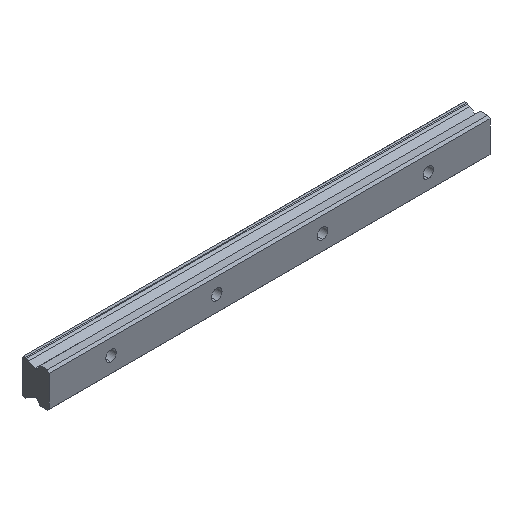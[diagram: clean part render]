
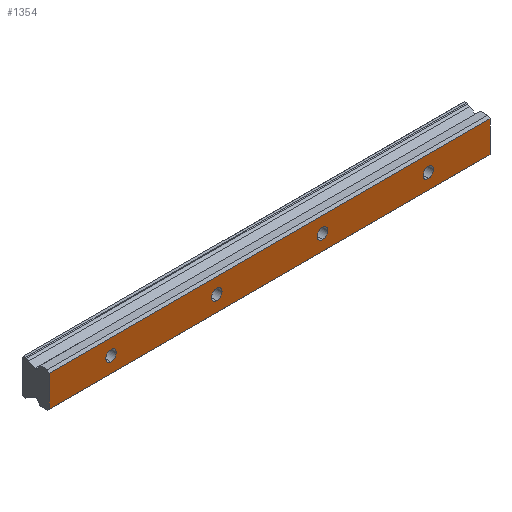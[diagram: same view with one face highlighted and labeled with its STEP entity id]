
A CAD part, isometric view. The second image highlights one B-rep face of the part: STEP entity #1354.
In plain terms, the highlighted planar face has unit normal (0, -1, 0).
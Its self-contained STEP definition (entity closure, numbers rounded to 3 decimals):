
#1 = VERTEX_POINT ( 'NONE', #1382 ) ;
#22 = CARTESIAN_POINT ( 'NONE',  ( 180., 0., 0. ) ) ;
#31 = DIRECTION ( 'NONE',  ( 0., 1., 0. ) ) ;
#37 = AXIS2_PLACEMENT_3D ( 'NONE', #1365, #31, #767 ) ;
#49 = FACE_OUTER_BOUND ( 'NONE', #985, .T. ) ;
#75 = CARTESIAN_POINT ( 'NONE',  ( 215., 0., -8.82 ) ) ;
#86 = CARTESIAN_POINT ( 'NONE',  ( 0., 0., 3. ) ) ;
#90 = DIRECTION ( 'NONE',  ( 0., -1., 0. ) ) ;
#115 = DIRECTION ( 'NONE',  ( 0., 0., 1. ) ) ;
#155 = LINE ( 'NONE', #1369, #1196 ) ;
#158 = CIRCLE ( 'NONE', #388, 3. ) ;
#173 = CIRCLE ( 'NONE', #1534, 3. ) ;
#177 = DIRECTION ( 'NONE',  ( 0., 0., 1. ) ) ;
#188 = CIRCLE ( 'NONE', #1073, 3. ) ;
#208 = EDGE_CURVE ( 'NONE', #1537, #1124, #1360, .T. ) ;
#216 = ORIENTED_EDGE ( 'NONE', *, *, #376, .F. ) ;
#235 = VECTOR ( 'NONE', #668, 1000. ) ;
#238 = VERTEX_POINT ( 'NONE', #1190 ) ;
#263 = ORIENTED_EDGE ( 'NONE', *, *, #602, .F. ) ;
#275 = FACE_BOUND ( 'NONE', #630, .T. ) ;
#280 = CARTESIAN_POINT ( 'NONE',  ( -35., 0., 8.82 ) ) ;
#282 = CIRCLE ( 'NONE', #1401, 3. ) ;
#287 = CIRCLE ( 'NONE', #1298, 3. ) ;
#321 = CARTESIAN_POINT ( 'NONE',  ( -35., 0., 8.82 ) ) ;
#333 = CARTESIAN_POINT ( 'NONE',  ( 0., 0., 0. ) ) ;
#339 = CARTESIAN_POINT ( 'NONE',  ( 215., 0., -8.82 ) ) ;
#344 = LINE ( 'NONE', #920, #553 ) ;
#353 = CARTESIAN_POINT ( 'NONE',  ( 60., 0., 3. ) ) ;
#376 = EDGE_CURVE ( 'NONE', #682, #777, #344, .T. ) ;
#388 = AXIS2_PLACEMENT_3D ( 'NONE', #22, #708, #1193 ) ;
#406 = EDGE_CURVE ( 'NONE', #875, #666, #1538, .T. ) ;
#421 = FACE_BOUND ( 'NONE', #859, .T. ) ;
#425 = VERTEX_POINT ( 'NONE', #582 ) ;
#445 = CARTESIAN_POINT ( 'NONE',  ( 180., 0., 3. ) ) ;
#449 = VERTEX_POINT ( 'NONE', #353 ) ;
#457 = EDGE_LOOP ( 'NONE', ( #1476, #593 ) ) ;
#494 = DIRECTION ( 'NONE',  ( 0., 0., 1. ) ) ;
#531 = DIRECTION ( 'NONE',  ( 0., -1., 0. ) ) ;
#541 = DIRECTION ( 'NONE',  ( 0., 0., 1. ) ) ;
#553 = VECTOR ( 'NONE', #1521, 1000. ) ;
#558 = EDGE_CURVE ( 'NONE', #425, #883, #173, .T. ) ;
#577 = CARTESIAN_POINT ( 'NONE',  ( 180., 0., 0. ) ) ;
#578 = CARTESIAN_POINT ( 'NONE',  ( 180., 0., -3. ) ) ;
#582 = CARTESIAN_POINT ( 'NONE',  ( 120., 0., 3. ) ) ;
#593 = ORIENTED_EDGE ( 'NONE', *, *, #795, .F. ) ;
#602 = EDGE_CURVE ( 'NONE', #449, #238, #282, .T. ) ;
#621 = FACE_BOUND ( 'NONE', #1140, .T. ) ;
#629 = FACE_BOUND ( 'NONE', #457, .T. ) ;
#630 = EDGE_LOOP ( 'NONE', ( #1037, #773 ) ) ;
#643 = EDGE_CURVE ( 'NONE', #666, #682, #155, .T. ) ;
#652 = DIRECTION ( 'NONE',  ( 1., 0., 0. ) ) ;
#666 = VERTEX_POINT ( 'NONE', #280 ) ;
#668 = DIRECTION ( 'NONE',  ( -1., 0., 0. ) ) ;
#682 = VERTEX_POINT ( 'NONE', #1243 ) ;
#708 = DIRECTION ( 'NONE',  ( 0., -1., 0. ) ) ;
#748 = ORIENTED_EDGE ( 'NONE', *, *, #972, .F. ) ;
#751 = EDGE_CURVE ( 'NONE', #1, #1552, #1470, .T. ) ;
#757 = CARTESIAN_POINT ( 'NONE',  ( 60., 0., 0. ) ) ;
#767 = DIRECTION ( 'NONE',  ( 0., 0., 1. ) ) ;
#773 = ORIENTED_EDGE ( 'NONE', *, *, #1142, .F. ) ;
#777 = VERTEX_POINT ( 'NONE', #75 ) ;
#787 = DIRECTION ( 'NONE',  ( 0., -1., 0. ) ) ;
#791 = ORIENTED_EDGE ( 'NONE', *, *, #1551, .F. ) ;
#792 = DIRECTION ( 'NONE',  ( 0., 0., 1. ) ) ;
#795 = EDGE_CURVE ( 'NONE', #1124, #1537, #158, .T. ) ;
#809 = AXIS2_PLACEMENT_3D ( 'NONE', #333, #90, #1058 ) ;
#827 = CARTESIAN_POINT ( 'NONE',  ( 120., 0., 0. ) ) ;
#849 = DIRECTION ( 'NONE',  ( 0., -1., 0. ) ) ;
#859 = EDGE_LOOP ( 'NONE', ( #1166, #1095 ) ) ;
#875 = VERTEX_POINT ( 'NONE', #966 ) ;
#883 = VERTEX_POINT ( 'NONE', #1449 ) ;
#920 = CARTESIAN_POINT ( 'NONE',  ( 215., 0., 8.82 ) ) ;
#925 = ORIENTED_EDGE ( 'NONE', *, *, #643, .F. ) ;
#966 = CARTESIAN_POINT ( 'NONE',  ( -35., 0., -8.82 ) ) ;
#972 = EDGE_CURVE ( 'NONE', #238, #449, #1274, .T. ) ;
#985 = EDGE_LOOP ( 'NONE', ( #791, #216, #925, #1361 ) ) ;
#1032 = AXIS2_PLACEMENT_3D ( 'NONE', #577, #1101, #494 ) ;
#1037 = ORIENTED_EDGE ( 'NONE', *, *, #558, .F. ) ;
#1054 = LINE ( 'NONE', #339, #235 ) ;
#1058 = DIRECTION ( 'NONE',  ( 0., 0., 1. ) ) ;
#1073 = AXIS2_PLACEMENT_3D ( 'NONE', #1453, #849, #1338 ) ;
#1095 = ORIENTED_EDGE ( 'NONE', *, *, #751, .F. ) ;
#1101 = DIRECTION ( 'NONE',  ( 0., -1., 0. ) ) ;
#1120 = PLANE ( 'NONE',  #37 ) ;
#1122 = CARTESIAN_POINT ( 'NONE',  ( 60., 0., 0. ) ) ;
#1124 = VERTEX_POINT ( 'NONE', #578 ) ;
#1140 = EDGE_LOOP ( 'NONE', ( #263, #748 ) ) ;
#1142 = EDGE_CURVE ( 'NONE', #883, #425, #287, .T. ) ;
#1166 = ORIENTED_EDGE ( 'NONE', *, *, #1304, .F. ) ;
#1190 = CARTESIAN_POINT ( 'NONE',  ( 60., 0., -3. ) ) ;
#1193 = DIRECTION ( 'NONE',  ( 0., 0., 1. ) ) ;
#1196 = VECTOR ( 'NONE', #652, 1000. ) ;
#1210 = DIRECTION ( 'NONE',  ( 0., -1., 0. ) ) ;
#1243 = CARTESIAN_POINT ( 'NONE',  ( 215., 0., 8.82 ) ) ;
#1252 = AXIS2_PLACEMENT_3D ( 'NONE', #1122, #531, #177 ) ;
#1259 = DIRECTION ( 'NONE',  ( 0., -1., 0. ) ) ;
#1262 = VECTOR ( 'NONE', #792, 1000. ) ;
#1274 = CIRCLE ( 'NONE', #1252, 3. ) ;
#1298 = AXIS2_PLACEMENT_3D ( 'NONE', #1535, #787, #1542 ) ;
#1304 = EDGE_CURVE ( 'NONE', #1552, #1, #188, .T. ) ;
#1338 = DIRECTION ( 'NONE',  ( 0., 0., 1. ) ) ;
#1354 = ADVANCED_FACE ( 'NONE', ( #49, #421, #629, #275, #621 ), #1120, .F. ) ;
#1360 = CIRCLE ( 'NONE', #1032, 3. ) ;
#1361 = ORIENTED_EDGE ( 'NONE', *, *, #406, .F. ) ;
#1365 = CARTESIAN_POINT ( 'NONE',  ( 215., 0., 8.82 ) ) ;
#1369 = CARTESIAN_POINT ( 'NONE',  ( 215., 0., 8.82 ) ) ;
#1382 = CARTESIAN_POINT ( 'NONE',  ( 0., 0., -3. ) ) ;
#1401 = AXIS2_PLACEMENT_3D ( 'NONE', #757, #1259, #541 ) ;
#1449 = CARTESIAN_POINT ( 'NONE',  ( 120., 0., -3. ) ) ;
#1453 = CARTESIAN_POINT ( 'NONE',  ( 0., 0., 0. ) ) ;
#1470 = CIRCLE ( 'NONE', #809, 3. ) ;
#1476 = ORIENTED_EDGE ( 'NONE', *, *, #208, .F. ) ;
#1521 = DIRECTION ( 'NONE',  ( 0., 0., -1. ) ) ;
#1534 = AXIS2_PLACEMENT_3D ( 'NONE', #827, #1210, #115 ) ;
#1535 = CARTESIAN_POINT ( 'NONE',  ( 120., 0., 0. ) ) ;
#1537 = VERTEX_POINT ( 'NONE', #445 ) ;
#1538 = LINE ( 'NONE', #321, #1262 ) ;
#1542 = DIRECTION ( 'NONE',  ( 0., 0., 1. ) ) ;
#1551 = EDGE_CURVE ( 'NONE', #777, #875, #1054, .T. ) ;
#1552 = VERTEX_POINT ( 'NONE', #86 ) ;
